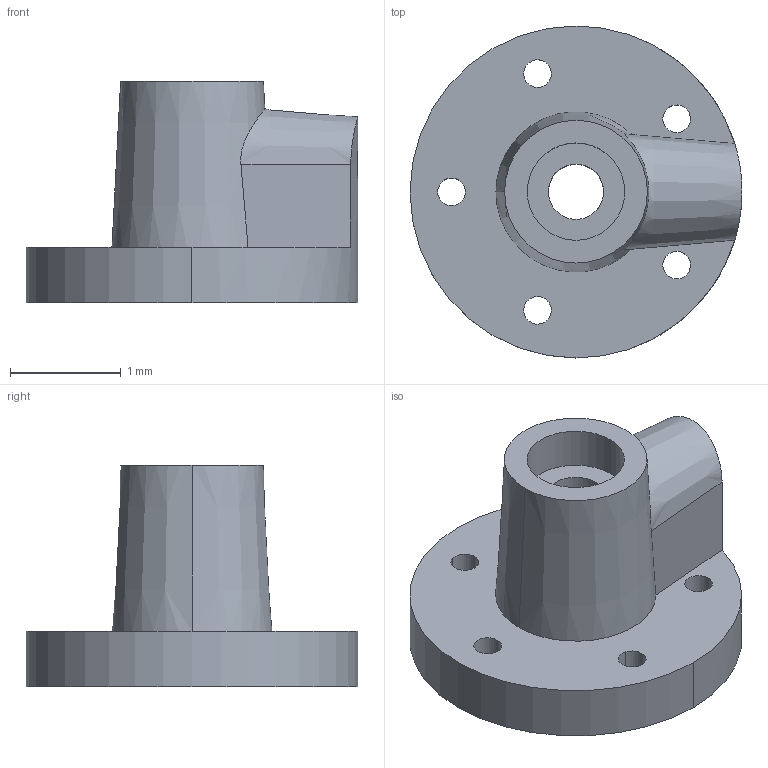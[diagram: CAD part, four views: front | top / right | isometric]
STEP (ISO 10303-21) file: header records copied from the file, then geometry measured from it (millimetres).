
FILE_DESCRIPTION(('Open CASCADE Model'),'2;1');
FILE_NAME('Open CASCADE Shape Model','2021-01-08T16:34:06',('Author'),( 'Open CASCADE'),'Open CASCADE STEP processor 7.5','Open CASCADE 7.5' ,'Unknown');
FILE_SCHEMA(('AUTOMOTIVE_DESIGN { 1 0 10303 214 1 1 1 1 }'));
Length unit declared in the file: millimetre
Products named in the file (1): Open CASCADE STEP translator 7.5 1
Bounding box: 3 x 3 x 2 mm (x, y, z)
Volume: 5.9 mm3; surface area: 32.4 mm2
Topology: 1 solids, 1 shells, 27 faces, 76 edges, 51 vertices
Faces by surface type: cylinder 18, plane 6, cone 3
Entity records: 2667 total; most frequent: CARTESIAN_POINT 1140, DIRECTION 283, ORIENTED_EDGE 152, PCURVE 152, DEFINITIONAL_REPRESENTATION 152, LINE 119, VECTOR 119, EDGE_CURVE 76
